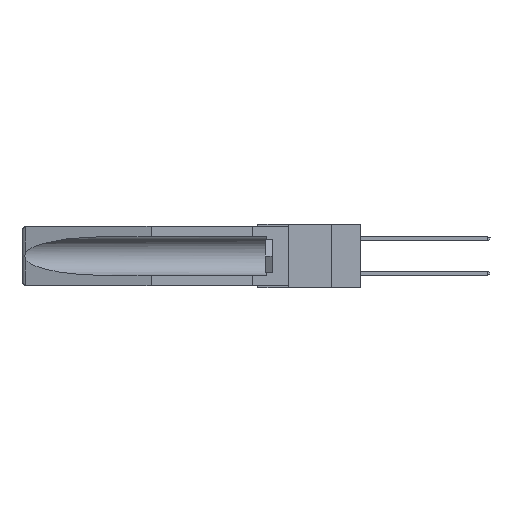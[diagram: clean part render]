
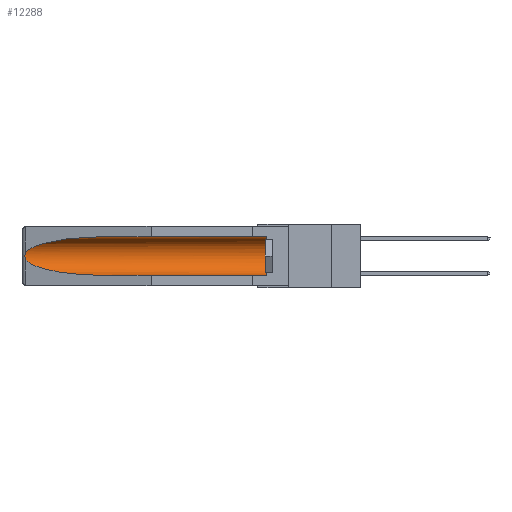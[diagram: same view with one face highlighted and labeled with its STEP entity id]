
A CAD part, left-side view. The second image highlights one B-rep face of the part: STEP entity #12288.
In plain terms, the highlighted cylindrical face has radius 2.857 mm (diameter 5.715 mm), a partial arc.
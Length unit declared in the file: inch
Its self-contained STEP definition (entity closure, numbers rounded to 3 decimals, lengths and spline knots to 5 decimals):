
#265 = EDGE_CURVE ( 'NONE', #4975, #8090, #1803, .T. ) ;
#755 = CARTESIAN_POINT ( 'NONE',  ( 0.26537, 1.52718, -0.19328 ) ) ;
#1030 = CARTESIAN_POINT ( 'NONE',  ( 0.26597, 1.52961, -0.15275 ) ) ;
#1268 = DIRECTION ( 'NONE',  ( 0., -1., 0. ) ) ;
#1306 = CARTESIAN_POINT ( 'NONE',  ( 0.155, 0.126, -0.059 ) ) ;
#1557 = EDGE_CURVE ( 'NONE', #20410, #14042, #13993, .T. ) ;
#1803 = LINE ( 'NONE', #19927, #10928 ) ;
#2847 = CARTESIAN_POINT ( 'NONE',  ( 0.25451, 1.48313, -0.24835 ) ) ;
#3124 = CIRCLE ( 'NONE', #17531, 0.1125 ) ;
#3751 = VECTOR ( 'NONE', #16367, 39.37008 ) ;
#4037 =( BOUNDED_CURVE ( )  B_SPLINE_CURVE ( 3, ( #9464, #5732, #22108, #18449 ),
 .UNSPECIFIED., .F., .F. ) 
 B_SPLINE_CURVE_WITH_KNOTS ( ( 4, 4 ),
 ( 4.71239, 6.08839 ),
 .UNSPECIFIED. ) 
 CURVE ( )  GEOMETRIC_REPRESENTATION_ITEM ( )  RATIONAL_B_SPLINE_CURVE ( ( 1., 0.848, 0.848, 1. ) ) 
 REPRESENTATION_ITEM ( '' )  );
#4048 = CYLINDRICAL_SURFACE ( 'NONE', #14794, 0.1125 ) ;
#4680 = CARTESIAN_POINT ( 'NONE',  ( 0.26537, 1.52718, -0.19328 ) ) ;
#4690 = EDGE_CURVE ( 'NONE', #22592, #9241, #5807, .T. ) ;
#4842 = CARTESIAN_POINT ( 'NONE',  ( 0.2673, 1.53269, -0.17917 ) ) ;
#4927 = CARTESIAN_POINT ( 'NONE',  ( 0.2675, 1.53308, -0.16763 ) ) ;
#4975 = VERTEX_POINT ( 'NONE', #19289 ) ;
#5732 = CARTESIAN_POINT ( 'NONE',  ( 0.21114, 1.30732, -0.059 ) ) ;
#5807 = B_SPLINE_CURVE_WITH_KNOTS ( 'NONE', 3,
 ( #17653, #1030, #21323, #19177, #4927, #10122, #4842, #22895, #21076, #4680 ),
 .UNSPECIFIED., .F., .F.,
 ( 4, 2, 2, 2, 4 ),
 ( 0., 0.00029, 0.00058, 0.00087, 0.00117 ),
 .UNSPECIFIED. ) ;
#6350 = FACE_OUTER_BOUND ( 'NONE', #19654, .T. ) ;
#6367 = DIRECTION ( 'NONE',  ( 0., 0., 1. ) ) ;
#6684 = ORIENTED_EDGE ( 'NONE', *, *, #265, .F. ) ;
#7516 = CARTESIAN_POINT ( 'NONE',  ( 0.26537, 1.52718, -0.14972 ) ) ;
#8090 = VERTEX_POINT ( 'NONE', #18420 ) ;
#8276 = ORIENTED_EDGE ( 'NONE', *, *, #13943, .T. ) ;
#9106 = DIRECTION ( 'NONE',  ( 0., 1., 0. ) ) ;
#9125 = CARTESIAN_POINT ( 'NONE',  ( 0.155, -0.30754, -0.1715 ) ) ;
#9204 = DIRECTION ( 'NONE',  ( 0., 1., 0. ) ) ;
#9241 = VERTEX_POINT ( 'NONE', #18945 ) ;
#9464 = CARTESIAN_POINT ( 'NONE',  ( 0.155, 1.07973, -0.059 ) ) ;
#10091 = CARTESIAN_POINT ( 'NONE',  ( 0.155, 1.07973, -0.284 ) ) ;
#10122 = CARTESIAN_POINT ( 'NONE',  ( 0.2675, 1.53308, -0.17534 ) ) ;
#10350 = CARTESIAN_POINT ( 'NONE',  ( 0.155, 0.126, -0.1715 ) ) ;
#10928 = VECTOR ( 'NONE', #9106, 39.37008 ) ;
#11866 = EDGE_CURVE ( 'NONE', #14042, #22592, #4037, .T. ) ;
#12288 = ADVANCED_FACE ( 'NONE', ( #6350 ), #4048, .F. ) ;
#12703 = DIRECTION ( 'NONE',  ( 0., 0., 1. ) ) ;
#13943 = EDGE_CURVE ( 'NONE', #4975, #20410, #3124, .T. ) ;
#13993 = LINE ( 'NONE', #22084, #3751 ) ;
#14042 = VERTEX_POINT ( 'NONE', #19795 ) ;
#14783 = ORIENTED_EDGE ( 'NONE', *, *, #11866, .T. ) ;
#14794 = AXIS2_PLACEMENT_3D ( 'NONE', #9125, #9204, #12703 ) ;
#15408 = ORIENTED_EDGE ( 'NONE', *, *, #1557, .T. ) ;
#16367 = DIRECTION ( 'NONE',  ( 0., 1., 0. ) ) ;
#17531 = AXIS2_PLACEMENT_3D ( 'NONE', #10350, #1268, #6367 ) ;
#17653 = CARTESIAN_POINT ( 'NONE',  ( 0.26537, 1.52718, -0.14972 ) ) ;
#17733 = ORIENTED_EDGE ( 'NONE', *, *, #19842, .T. ) ;
#18420 = CARTESIAN_POINT ( 'NONE',  ( 0.155, 1.07973, -0.284 ) ) ;
#18449 = CARTESIAN_POINT ( 'NONE',  ( 0.26537, 1.52718, -0.14972 ) ) ;
#18945 = CARTESIAN_POINT ( 'NONE',  ( 0.26537, 1.52718, -0.19328 ) ) ;
#19177 = CARTESIAN_POINT ( 'NONE',  ( 0.2673, 1.5327, -0.16383 ) ) ;
#19184 = ORIENTED_EDGE ( 'NONE', *, *, #4690, .T. ) ;
#19289 = CARTESIAN_POINT ( 'NONE',  ( 0.155, 0.126, -0.284 ) ) ;
#19654 = EDGE_LOOP ( 'NONE', ( #14783, #19184, #17733, #6684, #8276, #15408 ) ) ;
#19795 = CARTESIAN_POINT ( 'NONE',  ( 0.155, 1.07973, -0.059 ) ) ;
#19842 = EDGE_CURVE ( 'NONE', #9241, #8090, #20521, .T. ) ;
#19927 = CARTESIAN_POINT ( 'NONE',  ( 0.155, -0.30754, -0.284 ) ) ;
#20410 = VERTEX_POINT ( 'NONE', #1306 ) ;
#20521 =( BOUNDED_CURVE ( )  B_SPLINE_CURVE ( 3, ( #755, #2847, #20891, #10091 ),
 .UNSPECIFIED., .F., .F. ) 
 B_SPLINE_CURVE_WITH_KNOTS ( ( 4, 4 ),
 ( 0.1948, 1.5708 ),
 .UNSPECIFIED. ) 
 CURVE ( )  GEOMETRIC_REPRESENTATION_ITEM ( )  RATIONAL_B_SPLINE_CURVE ( ( 1., 0.848, 0.848, 1. ) ) 
 REPRESENTATION_ITEM ( '' )  );
#20891 = CARTESIAN_POINT ( 'NONE',  ( 0.21114, 1.30732, -0.284 ) ) ;
#21076 = CARTESIAN_POINT ( 'NONE',  ( 0.26597, 1.5296, -0.19026 ) ) ;
#21323 = CARTESIAN_POINT ( 'NONE',  ( 0.26654, 1.53092, -0.15636 ) ) ;
#22084 = CARTESIAN_POINT ( 'NONE',  ( 0.155, -0.30754, -0.059 ) ) ;
#22108 = CARTESIAN_POINT ( 'NONE',  ( 0.25451, 1.48313, -0.09465 ) ) ;
#22592 = VERTEX_POINT ( 'NONE', #7516 ) ;
#22895 = CARTESIAN_POINT ( 'NONE',  ( 0.26655, 1.53094, -0.18657 ) ) ;
